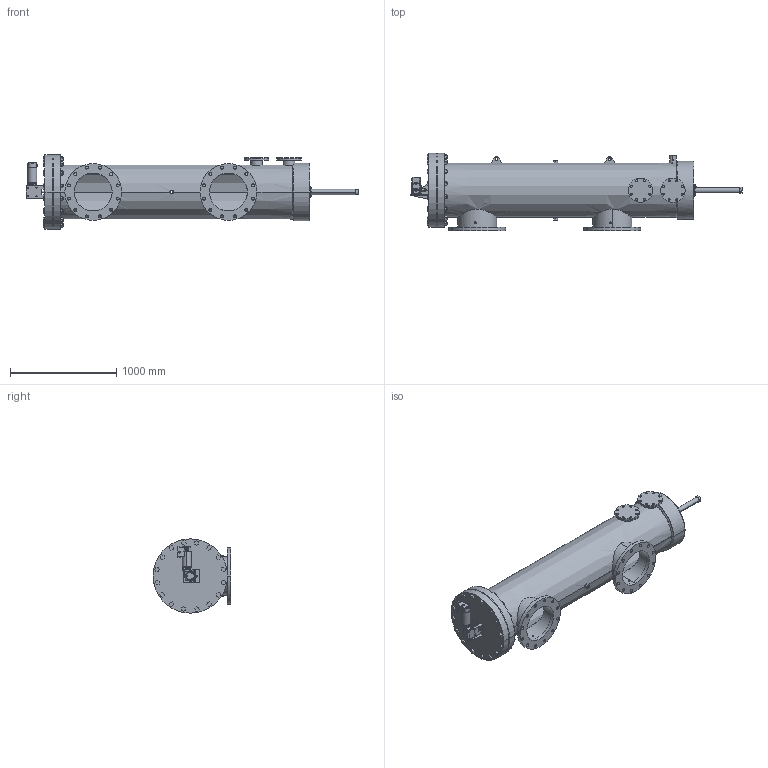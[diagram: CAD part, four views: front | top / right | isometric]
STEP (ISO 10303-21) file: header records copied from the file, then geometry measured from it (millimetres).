
FILE_DESCRIPTION (( 'STEP AP203' ), '1' );
FILE_NAME ('F14-180-FRP-LP.STEP', '2020-09-17T12:28:55', ( '' ), ( '' ), 'SwSTEP 2.0', 'SolidWorks 2018', '' );
FILE_SCHEMA (( 'CONFIG_CONTROL_DESIGN' ));
Length unit declared in the file: millimetre
Products named in the file (8): Motor assem; Washdown drive shaft; reduced size motor; simp2; simp; Washdown mounting bracket; F14-180-FRP-LP; F14-FRP-180 for LP
Assembly tree (13 placements, depth 3):
  F14-180-FRP-LP
    F14-FRP-180 for LP
    Motor assem
      Washdown drive shaft
      Washdown mounting bracket
      reduced size motor
      simp  x4
      simp2  x4
Bounding box: 3118.71 x 730.23 x 698.45 mm (x, y, z)
Volume: 76239358.9 mm3; surface area: 12440114.7 mm2
Topology: 37 solids, 37 shells, 1538 faces, 3915 edges, 2558 vertices
Faces by surface type: plane 816, cylinder 578, bspline 58, torus 48, cone 34, sphere 4
Entity records: 52437 total; most frequent: CARTESIAN_POINT 15986, ORIENTED_EDGE 7350, DIRECTION 7252, EDGE_CURVE 3675, AXIS2_PLACEMENT_3D 2556, VERTEX_POINT 2402, VECTOR 2140, LINE 2140
